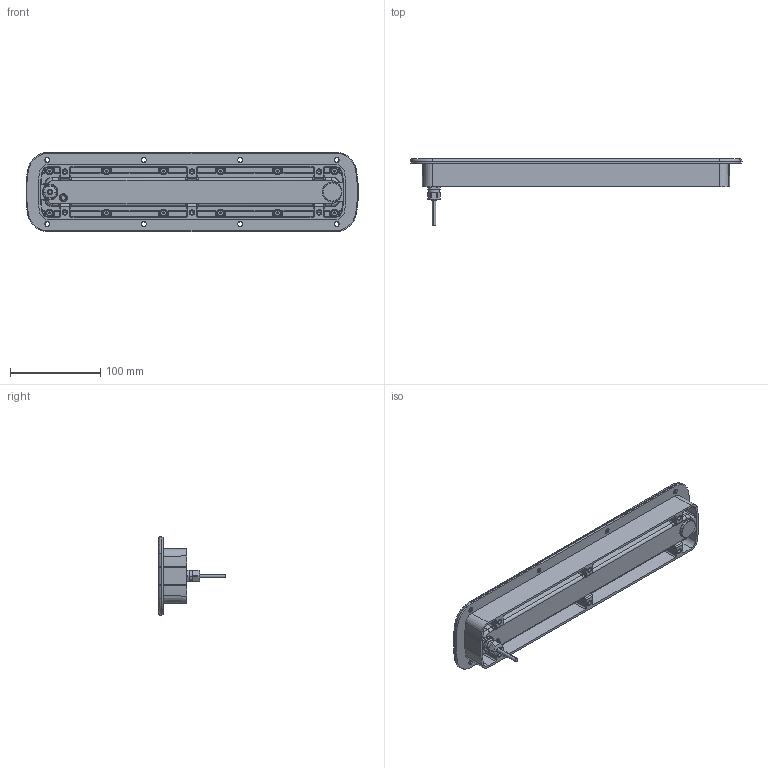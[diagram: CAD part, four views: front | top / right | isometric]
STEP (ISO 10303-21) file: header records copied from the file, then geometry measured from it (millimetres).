
FILE_DESCRIPTION((''),'2;1');
FILE_NAME('173659_ASM','2013-08-07T',('pdmadmin'),(''),'PRO/ENGINEER BY PARAMETRIC TECHNOLOGY CORPORATION, 2012300','PRO/ENGINEER BY PARAMETRIC TECHNOLOGY CORPORATION, 2012300','');
FILE_SCHEMA(('CONFIG_CONTROL_DESIGN'));
Products named in the file (8): 169169; 130487; CABLE_406; 169172; 170031; 170069; 133697; 173659_ASM
Assembly tree (18 placements, depth 2):
  173659_ASM
    169169
    130487
    CABLE_406
    169172
    170031
    170069
    133697  x12
Bounding box: 367 x 73.4 x 88 mm (x, y, z)
Volume: 313145.9 mm3; surface area: 231116.9 mm2
Topology: 18 solids, 37 shells, 2510 faces, 6292 edges, 3873 vertices
Faces by surface type: plane 841, cylinder 816, bspline 340, cone 260, torus 177, sphere 68, extrusion 8
Entity records: 91817 total; most frequent: CARTESIAN_POINT 39208, ORIENTED_EDGE 11242, DIRECTION 10644, EDGE_CURVE 5659, AXIS2_PLACEMENT_3D 3982, VERTEX_POINT 3499, VECTOR 2680, LINE 2672
